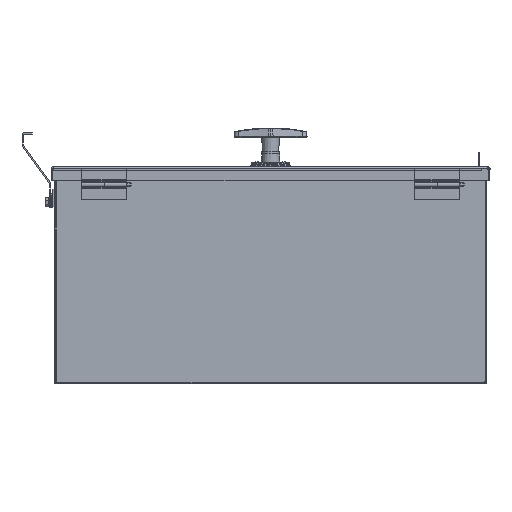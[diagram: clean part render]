
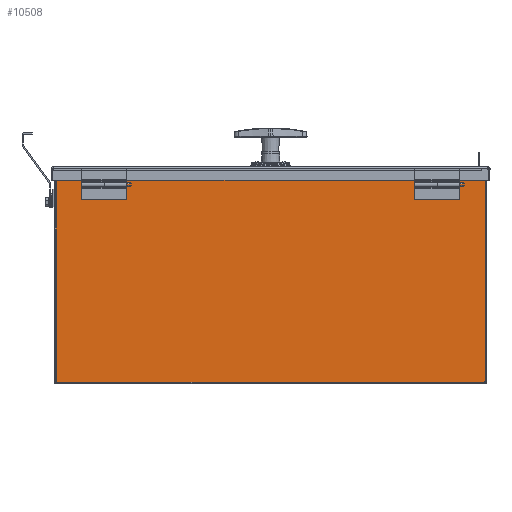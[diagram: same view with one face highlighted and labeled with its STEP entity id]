
A CAD part, left-side view. The second image highlights one B-rep face of the part: STEP entity #10508.
In plain terms, the highlighted planar face has unit normal (-1, 0, 0).
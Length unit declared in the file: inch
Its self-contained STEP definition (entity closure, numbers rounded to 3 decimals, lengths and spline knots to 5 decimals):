
#657=PLANE($,#11250);
#1038=LINE($,#15740,#1842);
#1062=LINE($,#15842,#1866);
#1115=LINE($,#16240,#1919);
#1116=LINE($,#16242,#1920);
#1842=VECTOR($,#12457,23.8299);
#1866=VECTOR($,#12505,11.75773);
#1919=VECTOR($,#12634,11.75773);
#1920=VECTOR($,#12635,23.74253);
#2874=FACE_OUTER_BOUND($,#3510,.T.);
#3510=EDGE_LOOP($,(#7431,#7432,#7433,#7434,#7435,#7436));
#4259=CIRCLE($,#11247,0.07);
#4261=CIRCLE($,#11251,0.07);
#4738=VERTEX_POINT($,#15728);
#4739=VERTEX_POINT($,#15739);
#4754=VERTEX_POINT($,#15841);
#4800=VERTEX_POINT($,#16214);
#4801=VERTEX_POINT($,#16216);
#4806=VERTEX_POINT($,#16241);
#5714=EDGE_CURVE($,#4739,#4738,#1038,.T.);
#5741=EDGE_CURVE($,#4739,#4754,#1062,.T.);
#5815=EDGE_CURVE($,#4801,#4800,#4259,.T.);
#5822=EDGE_CURVE($,#4801,#4738,#1115,.T.);
#5823=EDGE_CURVE($,#4800,#4806,#1116,.T.);
#5824=EDGE_CURVE($,#4806,#4754,#4261,.T.);
#7431=ORIENTED_EDGE($,*,*,#5714,.T.);
#7432=ORIENTED_EDGE($,*,*,#5822,.F.);
#7433=ORIENTED_EDGE($,*,*,#5815,.T.);
#7434=ORIENTED_EDGE($,*,*,#5823,.T.);
#7435=ORIENTED_EDGE($,*,*,#5824,.T.);
#7436=ORIENTED_EDGE($,*,*,#5741,.F.);
#10508=ADVANCED_FACE($,(#2874),#657,.F.);
#11247=AXIS2_PLACEMENT_3D($,#16217,#12623,#12624);
#11250=AXIS2_PLACEMENT_3D($,#16239,#12632,#12633);
#11251=AXIS2_PLACEMENT_3D($,#16243,#12636,#12637);
#12457=DIRECTION($,(0.,1.,0.));
#12505=DIRECTION($,(0.,0.,-1.));
#12623=DIRECTION('center_axis',(1.,0.,0.));
#12624=DIRECTION('ref_axis',(0.,0.,
-1.));
#12632=DIRECTION('center_axis',(1.,0.,0.));
#12633=DIRECTION('ref_axis',(0.,0.,
-1.));
#12634=DIRECTION($,(0.,0.,1.));
#12635=DIRECTION($,(0.,-1.,0.));
#12636=DIRECTION('center_axis',(1.,0.,0.));
#12637=DIRECTION('ref_axis',(0.,0.,
-1.));
#15728=CARTESIAN_POINT('',(-18.,11.91495,11.89475));
#15739=CARTESIAN_POINT('',(-18.,-11.91495,11.89475));
#15740=CARTESIAN_POINT($,(-18.,-5.95748,11.89475));
#15841=CARTESIAN_POINT('',(-18.,-11.91495,0.13702));
#15842=CARTESIAN_POINT($,(-18.,-11.91495,0.10525));
#16214=CARTESIAN_POINT('',(-18.,11.87127,0.10525));
#16216=CARTESIAN_POINT('',(-18.,11.91495,0.13702));
#16217=CARTESIAN_POINT('Origin',(-18.,11.93109,0.06891));
#16239=CARTESIAN_POINT('Origin',(-18.,0.,6.02025));
#16240=CARTESIAN_POINT($,(-18.,11.91495,0.10525));
#16241=CARTESIAN_POINT('',(-18.,-11.87127,0.10525));
#16242=CARTESIAN_POINT($,(-18.,0.,0.10525));
#16243=CARTESIAN_POINT('Origin',(-18.,-11.93109,0.06891));
